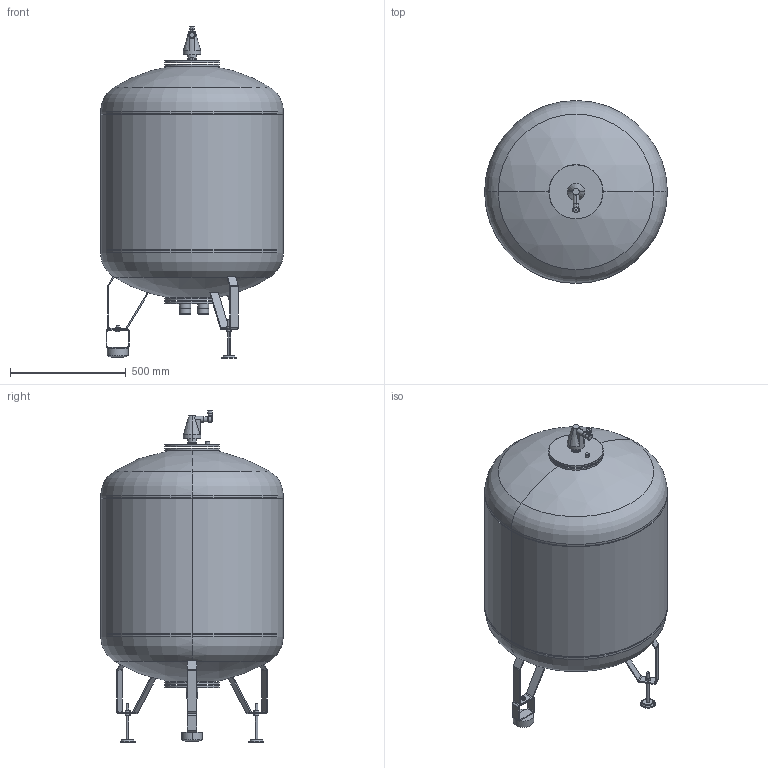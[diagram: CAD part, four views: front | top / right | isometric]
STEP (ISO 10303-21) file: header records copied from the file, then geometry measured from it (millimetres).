
FILE_DESCRIPTION (( 'STEP AP214' ), '1' );
FILE_NAME ('MV_400_6.STEP', '2024-04-08T13:03:31', ( '' ), ( '' ), 'SwSTEP 2.0', 'SolidWorks 2021', '' );
FILE_SCHEMA (( 'AUTOMOTIVE_DESIGN' ));
Length unit declared in the file: millimetre
Products named in the file (3): MV_400_6.dwg; 17822_flamcomat fg400_10.dwg; MV_400_6
Assembly tree (2 placements, depth 3):
  MV_400_6
    MV_400_6.dwg
      17822_flamcomat fg400_10.dwg
Bounding box: 790 x 790 x 1435.25 mm (x, y, z)
Volume: 431752114.9 mm3; surface area: 3429399.4 mm2
Topology: 6 solids, 6 shells, 301 faces, 670 edges, 421 vertices
Faces by surface type: cylinder 130, plane 101, cone 48, torus 18, sphere 4
Entity records: 9016 total; most frequent: CARTESIAN_POINT 1888, DIRECTION 1633, ORIENTED_EDGE 1340, EDGE_CURVE 670, AXIS2_PLACEMENT_3D 666, VERTEX_POINT 421, CIRCLE 359, EDGE_LOOP 343
